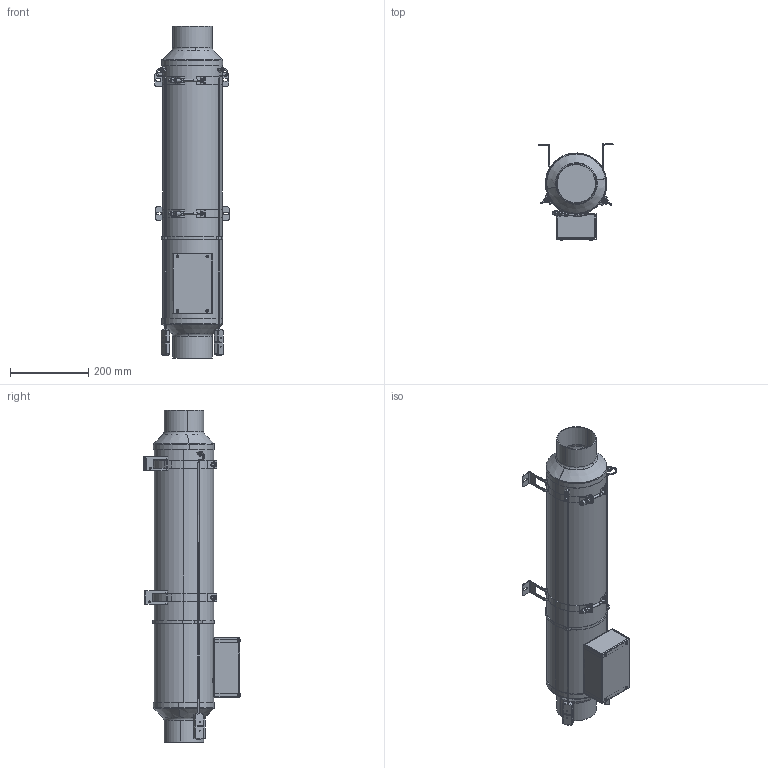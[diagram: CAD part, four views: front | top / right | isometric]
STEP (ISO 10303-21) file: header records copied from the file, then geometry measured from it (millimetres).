
FILE_DESCRIPTION (( 'STEP AP203' ), '1' );
FILE_NAME ('FT600-4T-4T-TF2 SEP2017 203.STEP', '2017-09-01T16:00:32', ( '' ), ( '' ), 'SwSTEP 2.0', 'SolidWorks 2017', '' );
FILE_SCHEMA (( 'CONFIG_CONTROL_DESIGN' ));
Length unit declared in the file: inch
Products named in the file (1): FT600-4T-4T-TF2 SEP2017 203
Bounding box: 191.56 x 247.89 x 850.9 mm (x, y, z)
Volume: 1490152.5 mm3; surface area: 1604184.9 mm2
Topology: 46 solids, 46 shells, 3378 faces, 9506 edges, 6198 vertices
Faces by surface type: cylinder 1681, plane 1335, cone 234, bspline 112, torus 16
Entity records: 114751 total; most frequent: CARTESIAN_POINT 24683, DIRECTION 19524, ORIENTED_EDGE 18948, EDGE_CURVE 9474, AXIS2_PLACEMENT_3D 7097, VERTEX_POINT 6198, VECTOR 5330, LINE 5330
